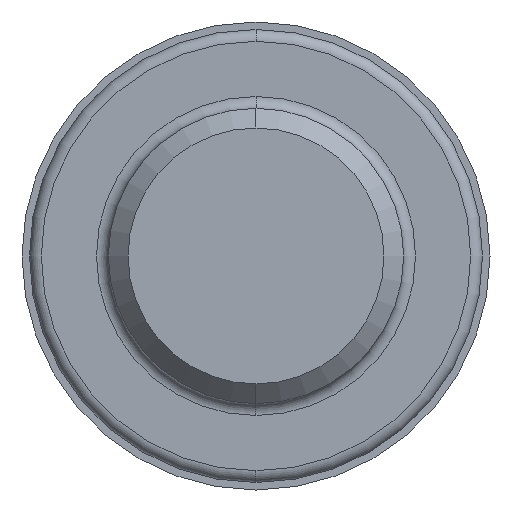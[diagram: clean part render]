
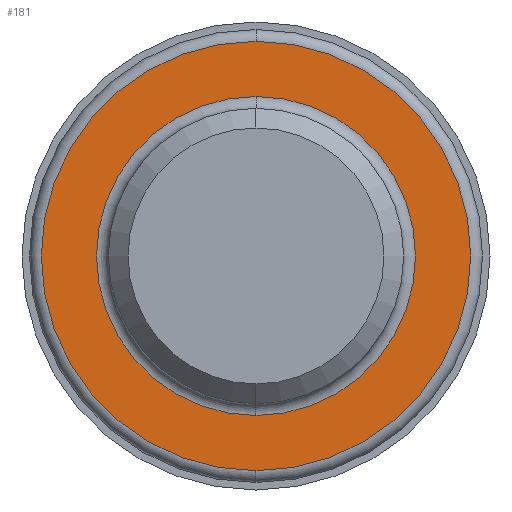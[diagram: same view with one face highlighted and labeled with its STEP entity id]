
A CAD part, left-side view. The second image highlights one B-rep face of the part: STEP entity #181.
In plain terms, the highlighted planar face has unit normal (-1, 0, 0).
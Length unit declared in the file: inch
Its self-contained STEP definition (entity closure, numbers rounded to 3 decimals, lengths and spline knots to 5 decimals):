
#29 = DIRECTION ( 'NONE',  ( 0., 0., 1. ) ) ;
#35 = DIRECTION ( 'NONE',  ( 0., 0., 1. ) ) ;
#37 = AXIS2_PLACEMENT_3D ( 'NONE', #591, #400, #769 ) ;
#54 = VERTEX_POINT ( 'NONE', #462 ) ;
#55 = AXIS2_PLACEMENT_3D ( 'NONE', #294, #428, #29 ) ;
#63 = AXIS2_PLACEMENT_3D ( 'NONE', #256, #456, #583 ) ;
#64 = ORIENTED_EDGE ( 'NONE', *, *, #593, .F. ) ;
#71 = FACE_OUTER_BOUND ( 'NONE', #336, .T. ) ;
#84 = EDGE_LOOP ( 'NONE', ( #511, #64 ) ) ;
#181 = ADVANCED_FACE ( 'NONE', ( #250, #71 ), #706, .F. ) ;
#228 = CIRCLE ( 'NONE', #37, 0.545 ) ;
#250 = FACE_BOUND ( 'NONE', #84, .T. ) ;
#256 = CARTESIAN_POINT ( 'NONE',  ( 2., 0.545, 0. ) ) ;
#288 = CARTESIAN_POINT ( 'NONE',  ( 2., 0., 0. ) ) ;
#294 = CARTESIAN_POINT ( 'NONE',  ( 2., 0., 0. ) ) ;
#301 = DIRECTION ( 'NONE',  ( -1., 0., 0. ) ) ;
#309 = CARTESIAN_POINT ( 'NONE',  ( 2., 0., 0.40485 ) ) ;
#336 = EDGE_LOOP ( 'NONE', ( #351, #839 ) ) ;
#351 = ORIENTED_EDGE ( 'NONE', *, *, #566, .T. ) ;
#357 = VERTEX_POINT ( 'NONE', #309 ) ;
#364 = AXIS2_PLACEMENT_3D ( 'NONE', #288, #674, #558 ) ;
#369 = CIRCLE ( 'NONE', #649, 0.545 ) ;
#400 = DIRECTION ( 'NONE',  ( -1., 0., 0. ) ) ;
#427 = CIRCLE ( 'NONE', #55, 0.40485 ) ;
#428 = DIRECTION ( 'NONE',  ( -1., 0., 0. ) ) ;
#456 = DIRECTION ( 'NONE',  ( 1., 0., 0. ) ) ;
#462 = CARTESIAN_POINT ( 'NONE',  ( 2., 0., 0.545 ) ) ;
#468 = VERTEX_POINT ( 'NONE', #585 ) ;
#489 = CARTESIAN_POINT ( 'NONE',  ( 2., 0., -0.40485 ) ) ;
#508 = EDGE_CURVE ( 'NONE', #468, #54, #228, .T. ) ;
#511 = ORIENTED_EDGE ( 'NONE', *, *, #822, .F. ) ;
#558 = DIRECTION ( 'NONE',  ( 0., 0., 1. ) ) ;
#566 = EDGE_CURVE ( 'NONE', #54, #468, #369, .T. ) ;
#582 = VERTEX_POINT ( 'NONE', #489 ) ;
#583 = DIRECTION ( 'NONE',  ( 0., 0., -1. ) ) ;
#585 = CARTESIAN_POINT ( 'NONE',  ( 2., 0., -0.545 ) ) ;
#591 = CARTESIAN_POINT ( 'NONE',  ( 2., 0., 0. ) ) ;
#593 = EDGE_CURVE ( 'NONE', #582, #357, #702, .T. ) ;
#649 = AXIS2_PLACEMENT_3D ( 'NONE', #742, #301, #35 ) ;
#674 = DIRECTION ( 'NONE',  ( -1., 0., 0. ) ) ;
#702 = CIRCLE ( 'NONE', #364, 0.40485 ) ;
#706 = PLANE ( 'NONE',  #63 ) ;
#742 = CARTESIAN_POINT ( 'NONE',  ( 2., 0., 0. ) ) ;
#769 = DIRECTION ( 'NONE',  ( 0., 0., 1. ) ) ;
#822 = EDGE_CURVE ( 'NONE', #357, #582, #427, .T. ) ;
#839 = ORIENTED_EDGE ( 'NONE', *, *, #508, .T. ) ;
